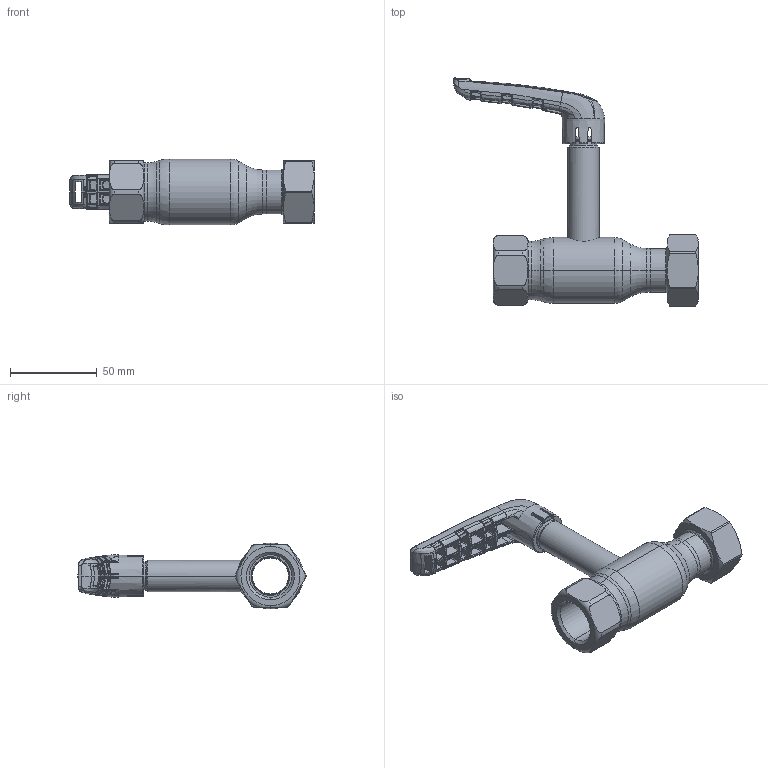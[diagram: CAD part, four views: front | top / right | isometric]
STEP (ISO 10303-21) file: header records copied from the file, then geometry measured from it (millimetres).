
FILE_DESCRIPTION (( 'STEP AP214' ), '1' );
FILE_NAME ('1020002201-xxxx.step', '2019-05-09T10:16:58', ( '' ), ( '' ), 'SwSTEP 2.0', 'SolidWorks 2017', '' );
FILE_SCHEMA (( 'AUTOMOTIVE_DESIGN' ));
Length unit declared in the file: millimetre
Products named in the file (1): 1020002201-xxxx
Bounding box: 140.98 x 131.38 x 38 mm (x, y, z)
Surface area: 33127.8 mm2 (no closed solid volume)
Topology: 0 solids, 10 shells, 815 faces, 2399 edges, 1487 vertices
Faces by surface type: bspline 634, plane 67, cylinder 58, cone 31, torus 25
Entity records: 67579 total; most frequent: CARTESIAN_POINT 42755, ORIENTED_EDGE 4119, EDGE_CURVE 2377, DIRECTION 1685, B_SPLINE_CURVE_WITH_KNOTS 1613, VERTEX_POINT 1487, EDGE_LOOP 841, UNCERTAINTY_MEASURE_WITH_UNIT 817
